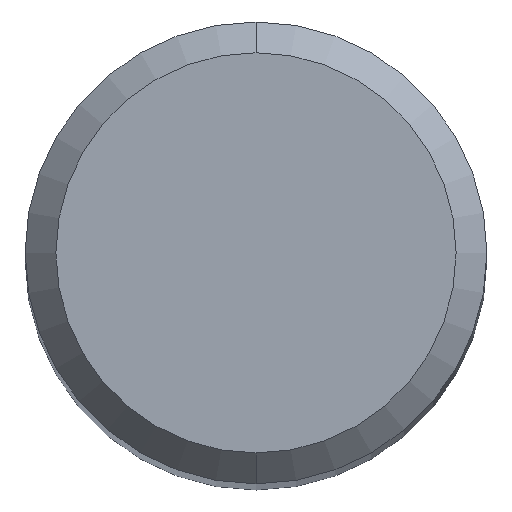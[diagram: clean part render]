
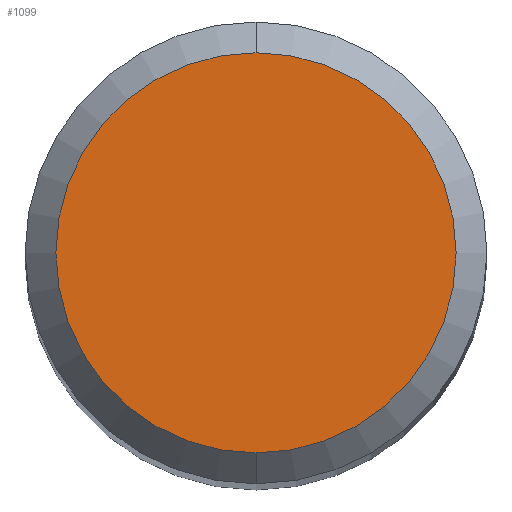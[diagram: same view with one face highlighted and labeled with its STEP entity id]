
A CAD part, top view. The second image highlights one B-rep face of the part: STEP entity #1099.
In plain terms, the highlighted planar face has unit normal (0, 0, 1).
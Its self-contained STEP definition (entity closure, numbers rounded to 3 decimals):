
#589=VERTEX_POINT('',#1561);
#715=VERTEX_POINT('',#1698);
#1099=ADVANCED_FACE('',(#2124),#2125,.T.);
#1101=EDGE_CURVE('',#589,#715,#2127,.T.);
#1431=EDGE_CURVE('',#715,#589,#2479,.T.);
#1561=CARTESIAN_POINT('',(0.,-2.6,0.0));
#1698=CARTESIAN_POINT('',(0.0,2.6,0.0));
#2124=FACE_OUTER_BOUND('',#10030,.T.);
#2125=PLANE('',#10031);
#2127=CIRCLE('',#10034,2.6);
#2479=CIRCLE('',#13716,2.6);
#10030=EDGE_LOOP('',(#14462,#14463));
#10031=AXIS2_PLACEMENT_3D('',#14464,#14465,#14466);
#10034=AXIS2_PLACEMENT_3D('',#14467,#14468,#14469);
#13716=AXIS2_PLACEMENT_3D('',#14748,#14749,#14750);
#14462=ORIENTED_EDGE('',*,*,#1431,.F.);
#14463=ORIENTED_EDGE('',*,*,#1101,.F.);
#14464=CARTESIAN_POINT('',(0.0,1.3,0.0));
#14465=DIRECTION('',(-0.0,0.0,1.0));
#14466=DIRECTION('',(0.0,-1.0,0.0));
#14467=CARTESIAN_POINT('',(0.0,0.0,0.0));
#14468=DIRECTION('',(0.0,0.0,-1.0));
#14469=DIRECTION('',(0.0,1.0,0.0));
#14748=CARTESIAN_POINT('',(0.0,0.0,0.0));
#14749=DIRECTION('',(0.0,0.0,-1.0));
#14750=DIRECTION('',(0.0,1.0,0.0));
